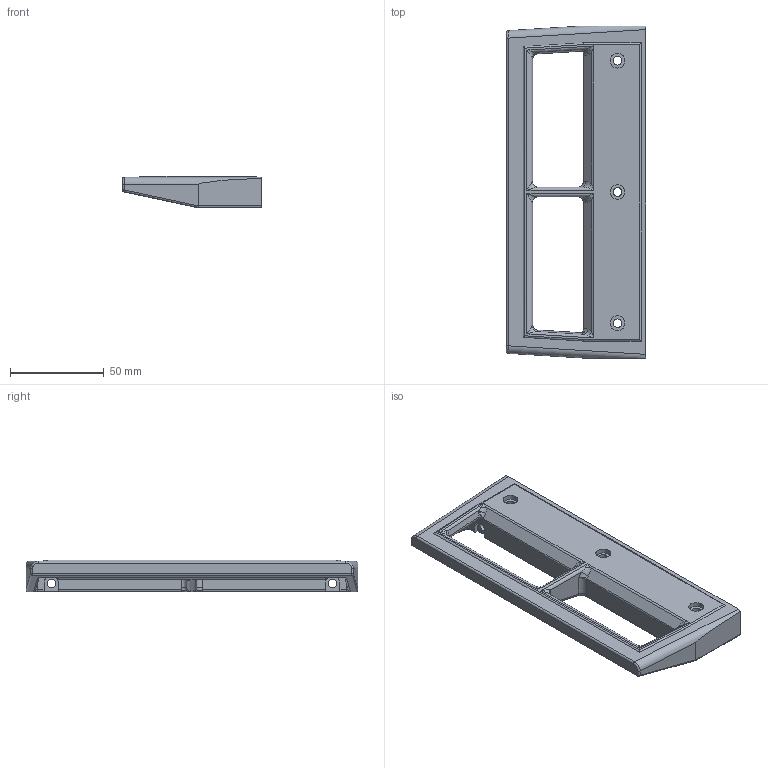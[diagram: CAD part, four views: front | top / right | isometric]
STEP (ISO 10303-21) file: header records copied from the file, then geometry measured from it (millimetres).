
FILE_DESCRIPTION(/* description */ (''),/* implementation_level */ '2;1');
FILE_NAME(/* name */ '5700A handle.step',/* time_stamp */ '2020-03-20T16:10:41+01:00',/* author */ (''),/* organization */ (''),/* preprocessor_version */ 'ST-DEVELOPER v18',/* originating_system */ 'Autodesk Translation Framework v8.12.0.6',/* authorisation */ '');
FILE_SCHEMA (('AUTOMOTIVE_DESIGN { 1 0 10303 214 3 1 1 }'));
Length unit declared in the file: millimetre
Products named in the file (1): 5700A handle
Bounding box: 74.3 x 177 x 16.9 mm (x, y, z)
Volume: 63779.2 mm3; surface area: 30384.7 mm2
Topology: 1 solids, 1 shells, 185 faces, 471 edges, 278 vertices
Faces by surface type: cylinder 74, bspline 57, plane 42, torus 8, sphere 4
Full cylindrical faces by diameter (mm): 4.6 x5, 7.9 x3
Entity records: 7096 total; most frequent: CARTESIAN_POINT 2832, ORIENTED_EDGE 918, DIRECTION 835, EDGE_CURVE 459, AXIS2_PLACEMENT_3D 329, VERTEX_POINT 278, EDGE_LOOP 201, FACE_OUTER_BOUND 185
